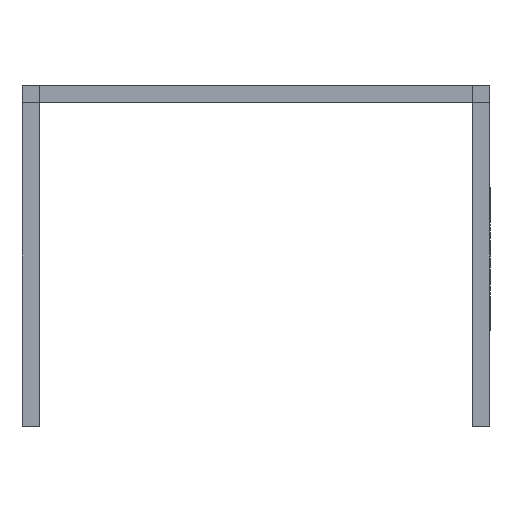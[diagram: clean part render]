
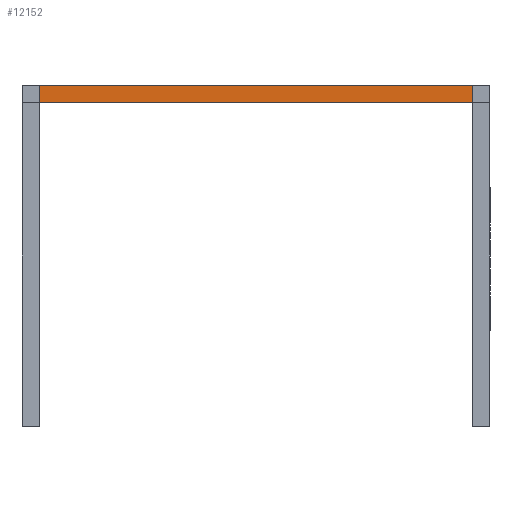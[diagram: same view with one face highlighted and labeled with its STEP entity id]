
A CAD part, front view. The second image highlights one B-rep face of the part: STEP entity #12152.
In plain terms, the highlighted planar face has unit normal (0, -1, 0).
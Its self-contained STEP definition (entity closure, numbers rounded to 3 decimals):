
#706 = DIRECTION ( 'NONE',  ( 0., 0., 1. ) ) ;
#1137 = CARTESIAN_POINT ( 'NONE',  ( -27.5, -2000., 0. ) ) ;
#1468 = LINE ( 'NONE', #8134, #8653 ) ;
#1764 = EDGE_CURVE ( 'NONE', #1950, #4414, #8048, .T. ) ;
#1950 = VERTEX_POINT ( 'NONE', #12019 ) ;
#3979 = EDGE_CURVE ( 'NONE', #4414, #27728, #1468, .T. ) ;
#4414 = VERTEX_POINT ( 'NONE', #13599 ) ;
#4786 = VECTOR ( 'NONE', #11904, 1000. ) ;
#6152 = EDGE_CURVE ( 'NONE', #23800, #27728, #11272, .T. ) ;
#7255 = ORIENTED_EDGE ( 'NONE', *, *, #6152, .F. ) ;
#7302 = CARTESIAN_POINT ( 'NONE',  ( -25.5, -2000., -2. ) ) ;
#8048 = LINE ( 'NONE', #17744, #18947 ) ;
#8134 = CARTESIAN_POINT ( 'NONE',  ( 25.5, -2000., -2. ) ) ;
#8653 = VECTOR ( 'NONE', #25526, 1000. ) ;
#8814 = ORIENTED_EDGE ( 'NONE', *, *, #14133, .F. ) ;
#9279 = PLANE ( 'NONE',  #10197 ) ;
#9897 = VECTOR ( 'NONE', #706, 1000. ) ;
#10197 = AXIS2_PLACEMENT_3D ( 'NONE', #15745, #24501, #11473 ) ;
#11242 = CARTESIAN_POINT ( 'NONE',  ( -25.5, -2000., 0. ) ) ;
#11272 = LINE ( 'NONE', #1137, #4786 ) ;
#11473 = DIRECTION ( 'NONE',  ( 0., 0., -1. ) ) ;
#11904 = DIRECTION ( 'NONE',  ( 1., 0., 0. ) ) ;
#12019 = CARTESIAN_POINT ( 'NONE',  ( -25.5, -2000., -2. ) ) ;
#12034 = CARTESIAN_POINT ( 'NONE',  ( 25.5, -2000., 0. ) ) ;
#12152 = ADVANCED_FACE ( 'NONE', ( #13738 ), #9279, .T. ) ;
#13599 = CARTESIAN_POINT ( 'NONE',  ( 25.5, -2000., -2. ) ) ;
#13738 = FACE_OUTER_BOUND ( 'NONE', #25320, .T. ) ;
#14133 = EDGE_CURVE ( 'NONE', #1950, #23800, #20777, .T. ) ;
#15571 = DIRECTION ( 'NONE',  ( 1., 0., 0. ) ) ;
#15745 = CARTESIAN_POINT ( 'NONE',  ( -25.5, -2000., -2. ) ) ;
#16726 = ORIENTED_EDGE ( 'NONE', *, *, #1764, .T. ) ;
#17744 = CARTESIAN_POINT ( 'NONE',  ( -27.5, -2000., -2. ) ) ;
#18947 = VECTOR ( 'NONE', #15571, 1000. ) ;
#20777 = LINE ( 'NONE', #7302, #9897 ) ;
#23781 = ORIENTED_EDGE ( 'NONE', *, *, #3979, .T. ) ;
#23800 = VERTEX_POINT ( 'NONE', #11242 ) ;
#24501 = DIRECTION ( 'NONE',  ( 0., -1., 0. ) ) ;
#25320 = EDGE_LOOP ( 'NONE', ( #8814, #16726, #23781, #7255 ) ) ;
#25526 = DIRECTION ( 'NONE',  ( 0., 0., 1. ) ) ;
#27728 = VERTEX_POINT ( 'NONE', #12034 ) ;
